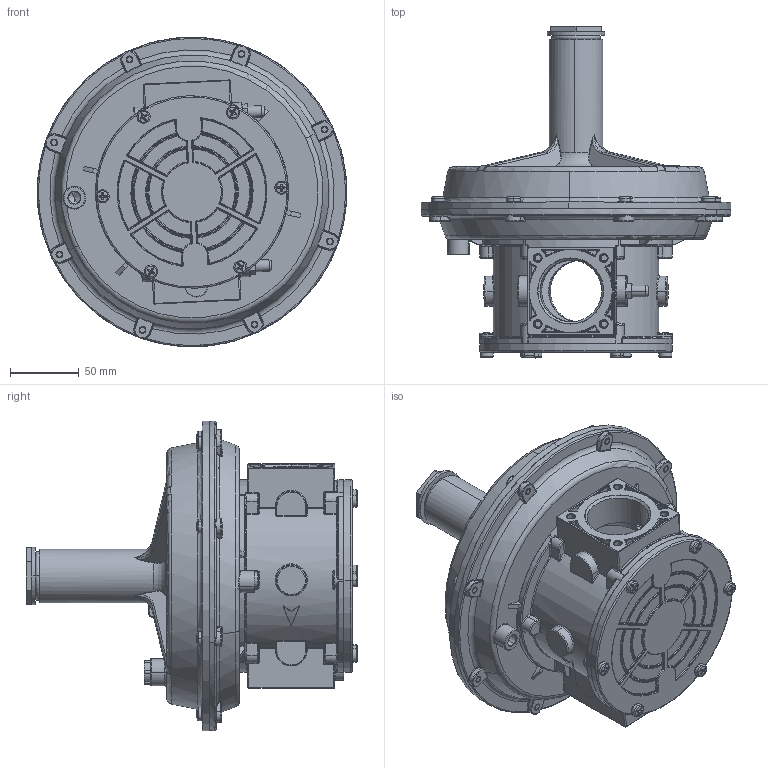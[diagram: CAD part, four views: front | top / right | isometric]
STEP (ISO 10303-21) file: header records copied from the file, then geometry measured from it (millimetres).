
FILE_DESCRIPTION((''),'2;1');
FILE_NAME('FR06_ASM','2014-04-26T',('Matteo Bolognesi'),(''),'PRO/ENGINEER BY PARAMETRIC TECHNOLOGY CORPORATION, 2012130','PRO/ENGINEER BY PARAMETRIC TECHNOLOGY CORPORATION, 2012130','');
FILE_SCHEMA(('CONFIG_CONTROL_DESIGN'));
Products named in the file (10): CO-1031; FO-0400; FL-0350; IM-0300; VITI1; PRESSURETAP; AN-0120; OR-1280; RC06CAP; FR06_ASM
Assembly tree (23 placements, depth 2):
  FR06_ASM
    CO-1031
    FO-0400
    FL-0350
    IM-0300
    VITI1  x14
    PRESSURETAP  x2
    AN-0120
    OR-1280
    RC06CAP
Bounding box: 224.9 x 241.05 x 224.9 mm (x, y, z)
Volume: 850704.6 mm3; surface area: 394246.9 mm2
Topology: 23 solids, 48 shells, 3026 faces, 6918 edges, 3996 vertices
Faces by surface type: cylinder 995, torus 560, plane 538, bspline 411, cone 319, sphere 171, extrusion 32
Entity records: 91136 total; most frequent: CARTESIAN_POINT 43464, DIRECTION 10365, ORIENTED_EDGE 9752, EDGE_CURVE 4924, AXIS2_PLACEMENT_3D 4512, VERTEX_POINT 2822, CIRCLE 2676, EDGE_LOOP 2336
